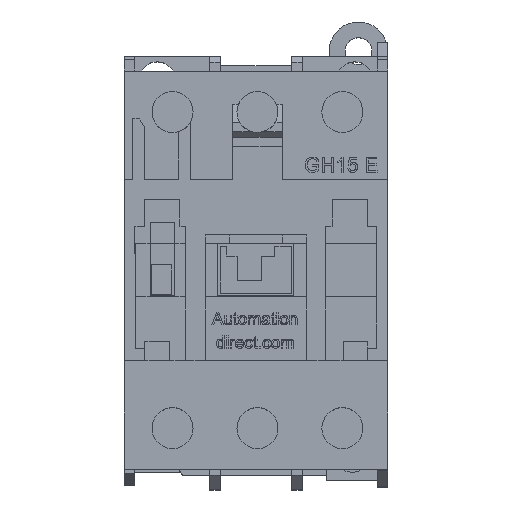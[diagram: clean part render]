
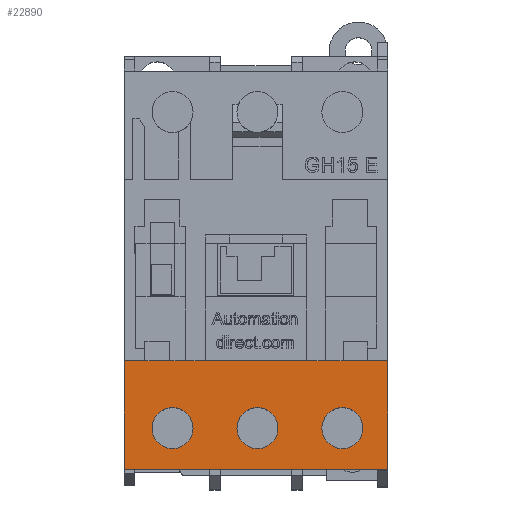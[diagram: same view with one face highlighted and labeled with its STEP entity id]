
A CAD part, top view. The second image highlights one B-rep face of the part: STEP entity #22890.
In plain terms, the highlighted planar face has unit normal (0, 0, 1).
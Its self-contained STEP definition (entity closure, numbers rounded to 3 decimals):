
#4292 = FACE_BOUND ( 'NONE', #23573, .T. ) ;
#4293 = FACE_OUTER_BOUND ( 'NONE', #23640, .T. ) ;
#4294 = FACE_BOUND ( 'NONE', #22891, .T. ) ;
#4365 = DIRECTION ( 'NONE',  ( 1., 0., 0. ) ) ;
#4366 = DIRECTION ( 'NONE',  ( 0., 0., -1. ) ) ;
#4367 = CARTESIAN_POINT ( 'NONE',  ( 0.25, -27., 83.25 ) ) ;
#4368 = AXIS2_PLACEMENT_3D ( 'NONE', #4367, #4366, #4365 ) ;
#4370 = DIRECTION ( 'NONE',  ( 1., 0., 0. ) ) ;
#4371 = DIRECTION ( 'NONE',  ( 0., 0., 1. ) ) ;
#4372 = CARTESIAN_POINT ( 'NONE',  ( -22.5, -34., 83.25 ) ) ;
#4373 = AXIS2_PLACEMENT_3D ( 'NONE', #4372, #4371, #4370 ) ;
#4374 = CIRCLE ( 'NONE', #4368, 3.5 ) ;
#4375 = PLANE ( 'NONE',  #4373 ) ;
#4390 = FACE_BOUND ( 'NONE', #23621, .T. ) ;
#5366 = CARTESIAN_POINT ( 'NONE',  ( 18.25, -27., 83.25 ) ) ;
#5367 = DIRECTION ( 'NONE',  ( 1., 0., 0. ) ) ;
#5368 = DIRECTION ( 'NONE',  ( 0., 0., -1. ) ) ;
#5369 = CARTESIAN_POINT ( 'NONE',  ( 14.75, -27., 83.25 ) ) ;
#5370 = AXIS2_PLACEMENT_3D ( 'NONE', #5369, #5368, #5367 ) ;
#5373 = CIRCLE ( 'NONE', #5370, 3.5 ) ;
#5406 = DIRECTION ( 'NONE',  ( 0., 0., -1. ) ) ;
#5496 = DIRECTION ( 'NONE',  ( 1., 0., 0. ) ) ;
#5497 = DIRECTION ( 'NONE',  ( 0., 0., -1. ) ) ;
#5498 = CARTESIAN_POINT ( 'NONE',  ( 14.75, -27., 83.25 ) ) ;
#5499 = AXIS2_PLACEMENT_3D ( 'NONE', #5498, #5497, #5496 ) ;
#5500 = CIRCLE ( 'NONE', #5499, 3.5 ) ;
#5535 = DIRECTION ( 'NONE',  ( 0., -1., 0. ) ) ;
#5536 = CARTESIAN_POINT ( 'NONE',  ( -22.5, 34., 83.25 ) ) ;
#5537 = LINE ( 'NONE', #5536, #5666 ) ;
#5656 = DIRECTION ( 'NONE',  ( 1., 0., 0. ) ) ;
#5657 = DIRECTION ( 'NONE',  ( 0., 0., -1. ) ) ;
#5658 = CARTESIAN_POINT ( 'NONE',  ( -14.25, -27., 83.25 ) ) ;
#5659 = AXIS2_PLACEMENT_3D ( 'NONE', #5658, #5657, #5656 ) ;
#5660 = CIRCLE ( 'NONE', #5659, 3.5 ) ;
#5662 = DIRECTION ( 'NONE',  ( 0., 1., 0. ) ) ;
#5663 = VECTOR ( 'NONE', #5662, 1000. ) ;
#5664 = CARTESIAN_POINT ( 'NONE',  ( 22.5, 34., 83.25 ) ) ;
#5665 = LINE ( 'NONE', #5664, #5663 ) ;
#5666 = VECTOR ( 'NONE', #5535, 1000. ) ;
#5791 = CARTESIAN_POINT ( 'NONE',  ( 22.5, -15.5, 83.25 ) ) ;
#5793 = CARTESIAN_POINT ( 'NONE',  ( -22.5, -15.5, 83.25 ) ) ;
#5814 = DIRECTION ( 'NONE',  ( 1., 0., 0. ) ) ;
#5816 = VECTOR ( 'NONE', #5814, 1000. ) ;
#5818 = CARTESIAN_POINT ( 'NONE',  ( 22.5, -15.5, 83.25 ) ) ;
#5820 = LINE ( 'NONE', #5818, #5816 ) ;
#6194 = DIRECTION ( 'NONE',  ( 1., 0., 0. ) ) ;
#8597 = CARTESIAN_POINT ( 'NONE',  ( 11.25, -27., 83.25 ) ) ;
#8713 = CARTESIAN_POINT ( 'NONE',  ( 0.25, -27., 83.25 ) ) ;
#8714 = AXIS2_PLACEMENT_3D ( 'NONE', #8713, #5406, #6194 ) ;
#8721 = CIRCLE ( 'NONE', #8714, 3.5 ) ;
#9829 = CARTESIAN_POINT ( 'NONE',  ( -3.25, -27., 83.25 ) ) ;
#9830 = CARTESIAN_POINT ( 'NONE',  ( 3.75, -27., 83.25 ) ) ;
#9854 = CARTESIAN_POINT ( 'NONE',  ( -17.75, -27., 83.25 ) ) ;
#9855 = CARTESIAN_POINT ( 'NONE',  ( -10.75, -27., 83.25 ) ) ;
#9856 = DIRECTION ( 'NONE',  ( 1., 0., 0. ) ) ;
#9857 = DIRECTION ( 'NONE',  ( 0., 0., -1. ) ) ;
#9858 = CARTESIAN_POINT ( 'NONE',  ( -14.25, -27., 83.25 ) ) ;
#9859 = AXIS2_PLACEMENT_3D ( 'NONE', #9858, #9857, #9856 ) ;
#9864 = CIRCLE ( 'NONE', #9859, 3.5 ) ;
#19780 = VERTEX_POINT ( 'NONE', #37575 ) ;
#19784 = EDGE_CURVE ( 'NONE', #19785, #19780, #37664, .T. ) ;
#19785 = VERTEX_POINT ( 'NONE', #37660 ) ;
#22890 = ADVANCED_FACE ( 'NONE', ( #4294, #4293, #4292, #4390 ), #4375, .T. ) ;
#22891 = EDGE_LOOP ( 'NONE', ( #22893, #23681 ) ) ;
#22893 = ORIENTED_EDGE ( 'NONE', *, *, #22895, .T. ) ;
#22895 = EDGE_CURVE ( 'NONE', #31443, #31440, #4374, .T. ) ;
#23568 = ORIENTED_EDGE ( 'NONE', *, *, #23569, .T. ) ;
#23569 = EDGE_CURVE ( 'NONE', #23679, #19785, #5537, .T. ) ;
#23570 = ORIENTED_EDGE ( 'NONE', *, *, #19784, .T. ) ;
#23571 = ORIENTED_EDGE ( 'NONE', *, *, #23572, .T. ) ;
#23572 = EDGE_CURVE ( 'NONE', #19780, #23680, #5665, .T. ) ;
#23573 = EDGE_LOOP ( 'NONE', ( #23574, #23576 ) ) ;
#23574 = ORIENTED_EDGE ( 'NONE', *, *, #23575, .T. ) ;
#23575 = EDGE_CURVE ( 'NONE', #31467, #31465, #5660, .T. ) ;
#23576 = ORIENTED_EDGE ( 'NONE', *, *, #31463, .T. ) ;
#23611 = ORIENTED_EDGE ( 'NONE', *, *, #23612, .T. ) ;
#23612 = EDGE_CURVE ( 'NONE', #31331, #31055, #5500, .T. ) ;
#23613 = ORIENTED_EDGE ( 'NONE', *, *, #31053, .T. ) ;
#23621 = EDGE_LOOP ( 'NONE', ( #23611, #23613 ) ) ;
#23627 = ORIENTED_EDGE ( 'NONE', *, *, #23678, .F. ) ;
#23640 = EDGE_LOOP ( 'NONE', ( #23627, #23568, #23570, #23571 ) ) ;
#23678 = EDGE_CURVE ( 'NONE', #23679, #23680, #5820, .T. ) ;
#23679 = VERTEX_POINT ( 'NONE', #5793 ) ;
#23680 = VERTEX_POINT ( 'NONE', #5791 ) ;
#23681 = ORIENTED_EDGE ( 'NONE', *, *, #31437, .T. ) ;
#31053 = EDGE_CURVE ( 'NONE', #31055, #31331, #5373, .T. ) ;
#31055 = VERTEX_POINT ( 'NONE', #5366 ) ;
#31331 = VERTEX_POINT ( 'NONE', #8597 ) ;
#31437 = EDGE_CURVE ( 'NONE', #31440, #31443, #8721, .T. ) ;
#31440 = VERTEX_POINT ( 'NONE', #9830 ) ;
#31443 = VERTEX_POINT ( 'NONE', #9829 ) ;
#31463 = EDGE_CURVE ( 'NONE', #31465, #31467, #9864, .T. ) ;
#31465 = VERTEX_POINT ( 'NONE', #9855 ) ;
#31467 = VERTEX_POINT ( 'NONE', #9854 ) ;
#37575 = CARTESIAN_POINT ( 'NONE',  ( 22.5, -34., 83.25 ) ) ;
#37660 = CARTESIAN_POINT ( 'NONE',  ( -22.5, -34., 83.25 ) ) ;
#37661 = DIRECTION ( 'NONE',  ( 1., 0., 0. ) ) ;
#37662 = VECTOR ( 'NONE', #37661, 1000. ) ;
#37663 = CARTESIAN_POINT ( 'NONE',  ( -22.5, -34., 83.25 ) ) ;
#37664 = LINE ( 'NONE', #37663, #37662 ) ;
